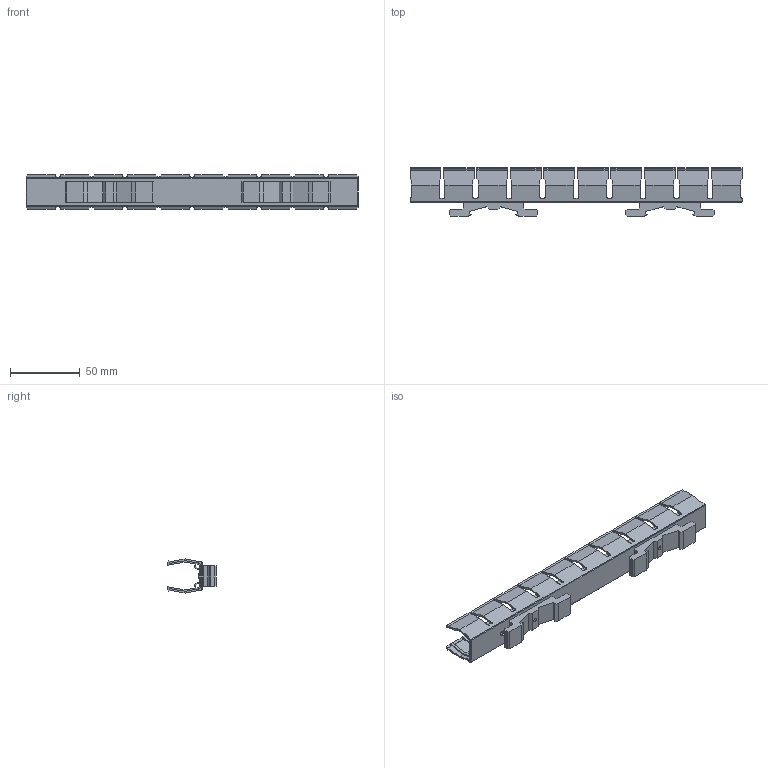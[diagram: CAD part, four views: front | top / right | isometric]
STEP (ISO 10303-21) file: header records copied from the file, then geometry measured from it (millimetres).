
FILE_DESCRIPTION(/* description */ (''),/* implementation_level */ '2;1');
FILE_NAME(/* name */ 'din_rail_connector_cable_raceway.step',/* time_stamp */ '2025-05-01T08:53:29-05:00',/* author */ (''),/* organization */ (''),/* preprocessor_version */ 'ST-DEVELOPER v20.1',/* originating_system */ 'Autodesk Translation Framework v14.4.0.0',/* authorisation */ '');
FILE_SCHEMA (('AUTOMOTIVE_DESIGN { 1 0 10303 214 3 1 1 }'));
Products named in the file (6): din_rail_connector_cable_raceway; (Unsaved); M3x6 BHCS; din_mount; din_mount (1); raceway
Assembly tree (7 placements, depth 2):
  din_rail_connector_cable_raceway
    (Unsaved)  x2
    M3x6 BHCS  x2
    din_mount
    din_mount (1)
    raceway
Bounding box: 238 x 34.92 x 24.41 mm (x, y, z)
Volume: 31647.4 mm3; surface area: 42292.7 mm2
Topology: 7 solids, 7 shells, 1577 faces, 4607 edges, 3058 vertices
Faces by surface type: plane 1261, bspline 156, cylinder 110, cone 48, sphere 2
Full cylindrical faces by diameter (mm): 2.9 x2, 3 x2, 4.1 x2, 4.25 x4, 4.7 x2, 5.7 x2
Entity records: 51968 total; most frequent: CARTESIAN_POINT 13857, ORIENTED_EDGE 8414, DIRECTION 7010, EDGE_CURVE 4207, LINE 3780, VECTOR 3780, VERTEX_POINT 2796, AXIS2_PLACEMENT_3D 1615
